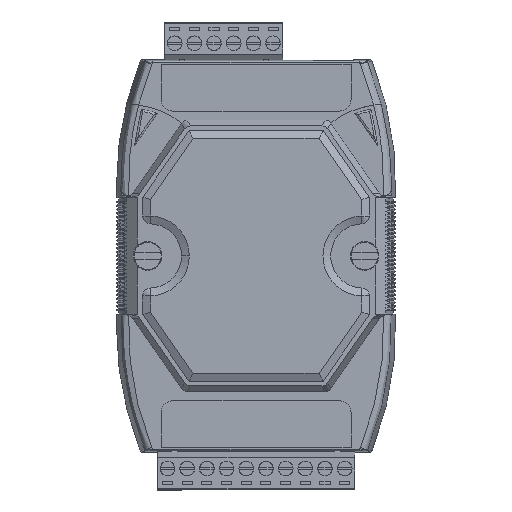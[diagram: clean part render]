
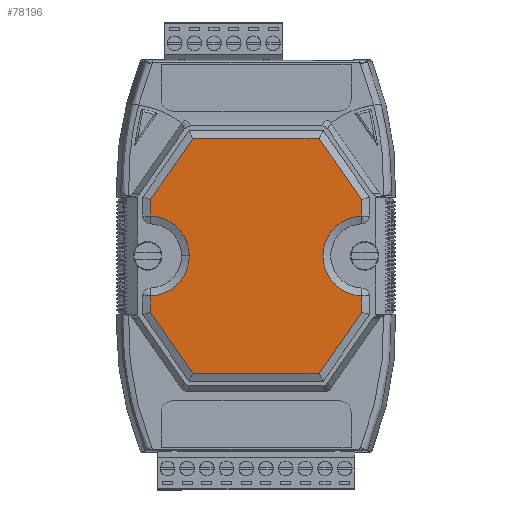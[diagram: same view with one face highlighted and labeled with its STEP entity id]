
A CAD part, top view. The second image highlights one B-rep face of the part: STEP entity #78196.
In plain terms, the highlighted planar face has unit normal (0, 0, 1).
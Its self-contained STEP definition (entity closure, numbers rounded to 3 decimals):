
#279 = CARTESIAN_POINT ( 'NONE',  ( 17.305, -30.35, 13.9 ) ) ;
#1363 = VERTEX_POINT ( 'NONE', #52637 ) ;
#1618 = LINE ( 'NONE', #28598, #23870 ) ;
#2166 = EDGE_CURVE ( 'NONE', #90726, #94722, #118567, .T. ) ;
#2939 = CARTESIAN_POINT ( 'NONE',  ( -27.25, -14.536, 13.9 ) ) ;
#3391 = FACE_OUTER_BOUND ( 'NONE', #105892, .T. ) ;
#4244 = DIRECTION ( 'NONE',  ( -1., 0., 0. ) ) ;
#4660 = ORIENTED_EDGE ( 'NONE', *, *, #70428, .T. ) ;
#4689 = DIRECTION ( 'NONE',  ( 1., 0., 0. ) ) ;
#6191 = EDGE_CURVE ( 'NONE', #47657, #66039, #103896, .T. ) ;
#7143 = CARTESIAN_POINT ( 'NONE',  ( -27.55, 0., 13.9 ) ) ;
#7878 = CARTESIAN_POINT ( 'NONE',  ( -27.25, 10.296, 13.9 ) ) ;
#12941 = VERTEX_POINT ( 'NONE', #29644 ) ;
#13413 = CARTESIAN_POINT ( 'NONE',  ( 27.25, -10.296, 13.9 ) ) ;
#13569 = VECTOR ( 'NONE', #4244, 1000. ) ;
#13699 = DIRECTION ( 'NONE',  ( 0.571, -0.821, 0. ) ) ;
#15126 = ORIENTED_EDGE ( 'NONE', *, *, #84911, .T. ) ;
#16688 = DIRECTION ( 'NONE',  ( 1., 0., 0. ) ) ;
#17095 = CIRCLE ( 'NONE', #74831, 10.3 ) ;
#17548 = EDGE_CURVE ( 'NONE', #78904, #67212, #17095, .T. ) ;
#19041 = EDGE_CURVE ( 'NONE', #87262, #75171, #100157, .T. ) ;
#19707 = LINE ( 'NONE', #83603, #64311 ) ;
#20971 = VECTOR ( 'NONE', #13699, 1000. ) ;
#21141 = ORIENTED_EDGE ( 'NONE', *, *, #2166, .T. ) ;
#23870 = VECTOR ( 'NONE', #104284, 1000. ) ;
#24254 = VECTOR ( 'NONE', #28918, 1000. ) ;
#28055 = ORIENTED_EDGE ( 'NONE', *, *, #19041, .T. ) ;
#28598 = CARTESIAN_POINT ( 'NONE',  ( 27.25, -10.296, 13.9 ) ) ;
#28705 = DIRECTION ( 'NONE',  ( 0., 0., -1. ) ) ;
#28918 = DIRECTION ( 'NONE',  ( 1., 0., 0. ) ) ;
#29052 = LINE ( 'NONE', #121485, #51342 ) ;
#29060 = ORIENTED_EDGE ( 'NONE', *, *, #78332, .T. ) ;
#29644 = CARTESIAN_POINT ( 'NONE',  ( 16.259, 30.35, 13.9 ) ) ;
#31513 = CARTESIAN_POINT ( 'NONE',  ( -16.259, 30.35, 13.9 ) ) ;
#33249 = EDGE_CURVE ( 'NONE', #52323, #12941, #29052, .T. ) ;
#33884 = ORIENTED_EDGE ( 'NONE', *, *, #33249, .T. ) ;
#36409 = CARTESIAN_POINT ( 'NONE',  ( 27.608, -14.021, 13.9 ) ) ;
#37032 = CARTESIAN_POINT ( 'NONE',  ( 27.55, 0., 13.9 ) ) ;
#38936 = LINE ( 'NONE', #36409, #64255 ) ;
#43196 = ORIENTED_EDGE ( 'NONE', *, *, #48608, .T. ) ;
#45109 = CARTESIAN_POINT ( 'NONE',  ( -16.259, -30.35, 13.9 ) ) ;
#46591 = DIRECTION ( 'NONE',  ( 1., 0., 0. ) ) ;
#47452 = CARTESIAN_POINT ( 'NONE',  ( -27.25, -10.296, 13.9 ) ) ;
#47657 = VERTEX_POINT ( 'NONE', #74331 ) ;
#48608 = EDGE_CURVE ( 'NONE', #66039, #1363, #72038, .T. ) ;
#51049 = EDGE_CURVE ( 'NONE', #94722, #87262, #65615, .T. ) ;
#51342 = VECTOR ( 'NONE', #74143, 1000. ) ;
#52023 = PLANE ( 'NONE',  #109887 ) ;
#52087 = ORIENTED_EDGE ( 'NONE', *, *, #108755, .T. ) ;
#52323 = VERTEX_POINT ( 'NONE', #53153 ) ;
#52637 = CARTESIAN_POINT ( 'NONE',  ( -17.25, 0., 13.9 ) ) ;
#53153 = CARTESIAN_POINT ( 'NONE',  ( 27.25, 14.536, 13.9 ) ) ;
#56019 = CARTESIAN_POINT ( 'NONE',  ( 27.25, -10.296, 13.9 ) ) ;
#58312 = CIRCLE ( 'NONE', #61530, 10.3 ) ;
#61530 = AXIS2_PLACEMENT_3D ( 'NONE', #85717, #28705, #95279 ) ;
#61592 = DIRECTION ( 'NONE',  ( 0., 0., 1. ) ) ;
#62753 = CARTESIAN_POINT ( 'NONE',  ( 27.25, -14.536, 13.9 ) ) ;
#64138 = LINE ( 'NONE', #70759, #13569 ) ;
#64255 = VECTOR ( 'NONE', #102981, 1000. ) ;
#64311 = VECTOR ( 'NONE', #112653, 1000. ) ;
#64410 = CARTESIAN_POINT ( 'NONE',  ( -27.25, 10.296, 13.9 ) ) ;
#65615 = LINE ( 'NONE', #108444, #20971 ) ;
#66039 = VERTEX_POINT ( 'NONE', #64410 ) ;
#67212 = VERTEX_POINT ( 'NONE', #85315 ) ;
#70428 = EDGE_CURVE ( 'NONE', #74546, #78904, #104406, .T. ) ;
#70759 = CARTESIAN_POINT ( 'NONE',  ( -17.305, 30.35, 13.9 ) ) ;
#71720 = ORIENTED_EDGE ( 'NONE', *, *, #118296, .T. ) ;
#72038 = CIRCLE ( 'NONE', #111710, 10.3 ) ;
#73158 = ORIENTED_EDGE ( 'NONE', *, *, #6191, .T. ) ;
#73666 = DIRECTION ( 'NONE',  ( 0., 0., -1. ) ) ;
#74143 = DIRECTION ( 'NONE',  ( -0.571, 0.821, 0. ) ) ;
#74331 = CARTESIAN_POINT ( 'NONE',  ( -27.25, 14.536, 13.9 ) ) ;
#74546 = VERTEX_POINT ( 'NONE', #62753 ) ;
#74831 = AXIS2_PLACEMENT_3D ( 'NONE', #37032, #103574, #46591 ) ;
#75171 = VERTEX_POINT ( 'NONE', #105556 ) ;
#77128 = ORIENTED_EDGE ( 'NONE', *, *, #51049, .T. ) ;
#78196 = ADVANCED_FACE ( 'NONE', ( #3391 ), #52023, .T. ) ;
#78332 = EDGE_CURVE ( 'NONE', #100114, #47657, #19707, .T. ) ;
#78904 = VERTEX_POINT ( 'NONE', #56019 ) ;
#79166 = VECTOR ( 'NONE', #93135, 1000. ) ;
#79801 = EDGE_CURVE ( 'NONE', #67212, #52323, #1618, .T. ) ;
#83553 = CARTESIAN_POINT ( 'NONE',  ( 27.25, -10.296, 13.9 ) ) ;
#83603 = CARTESIAN_POINT ( 'NONE',  ( -27.608, 14.021, 13.9 ) ) ;
#83963 = DIRECTION ( 'NONE',  ( 0., -1., 0. ) ) ;
#84911 = EDGE_CURVE ( 'NONE', #1363, #90726, #58312, .T. ) ;
#85315 = CARTESIAN_POINT ( 'NONE',  ( 27.25, 10.296, 13.9 ) ) ;
#85717 = CARTESIAN_POINT ( 'NONE',  ( -27.55, 0., 13.9 ) ) ;
#87262 = VERTEX_POINT ( 'NONE', #45109 ) ;
#90726 = VERTEX_POINT ( 'NONE', #104392 ) ;
#93135 = DIRECTION ( 'NONE',  ( 0., 1., 0. ) ) ;
#94722 = VERTEX_POINT ( 'NONE', #2939 ) ;
#95279 = DIRECTION ( 'NONE',  ( 1., 0., 0. ) ) ;
#95321 = DIRECTION ( 'NONE',  ( 0., -1., 0. ) ) ;
#100114 = VERTEX_POINT ( 'NONE', #31513 ) ;
#100157 = LINE ( 'NONE', #279, #24254 ) ;
#102981 = DIRECTION ( 'NONE',  ( 0.571, 0.821, 0. ) ) ;
#103574 = DIRECTION ( 'NONE',  ( 0., 0., -1. ) ) ;
#103896 = LINE ( 'NONE', #7878, #106846 ) ;
#104284 = DIRECTION ( 'NONE',  ( 0., 1., 0. ) ) ;
#104392 = CARTESIAN_POINT ( 'NONE',  ( -27.25, -10.296, 13.9 ) ) ;
#104406 = LINE ( 'NONE', #83553, #79166 ) ;
#105556 = CARTESIAN_POINT ( 'NONE',  ( 16.259, -30.35, 13.9 ) ) ;
#105892 = EDGE_LOOP ( 'NONE', ( #21141, #77128, #28055, #52087, #4660, #110827, #114289, #33884, #71720, #29060, #73158, #43196, #15126 ) ) ;
#106846 = VECTOR ( 'NONE', #83963, 1000. ) ;
#108444 = CARTESIAN_POINT ( 'NONE',  ( -11.486, -37.218, 13.9 ) ) ;
#108755 = EDGE_CURVE ( 'NONE', #75171, #74546, #38936, .T. ) ;
#109887 = AXIS2_PLACEMENT_3D ( 'NONE', #13413, #61592, #4689 ) ;
#110827 = ORIENTED_EDGE ( 'NONE', *, *, #17548, .T. ) ;
#111710 = AXIS2_PLACEMENT_3D ( 'NONE', #7143, #73666, #16688 ) ;
#112628 = VECTOR ( 'NONE', #95321, 1000. ) ;
#112653 = DIRECTION ( 'NONE',  ( -0.571, -0.821, 0. ) ) ;
#114289 = ORIENTED_EDGE ( 'NONE', *, *, #79801, .T. ) ;
#118296 = EDGE_CURVE ( 'NONE', #12941, #100114, #64138, .T. ) ;
#118567 = LINE ( 'NONE', #47452, #112628 ) ;
#121485 = CARTESIAN_POINT ( 'NONE',  ( 38.887, -2.208, 13.9 ) ) ;
